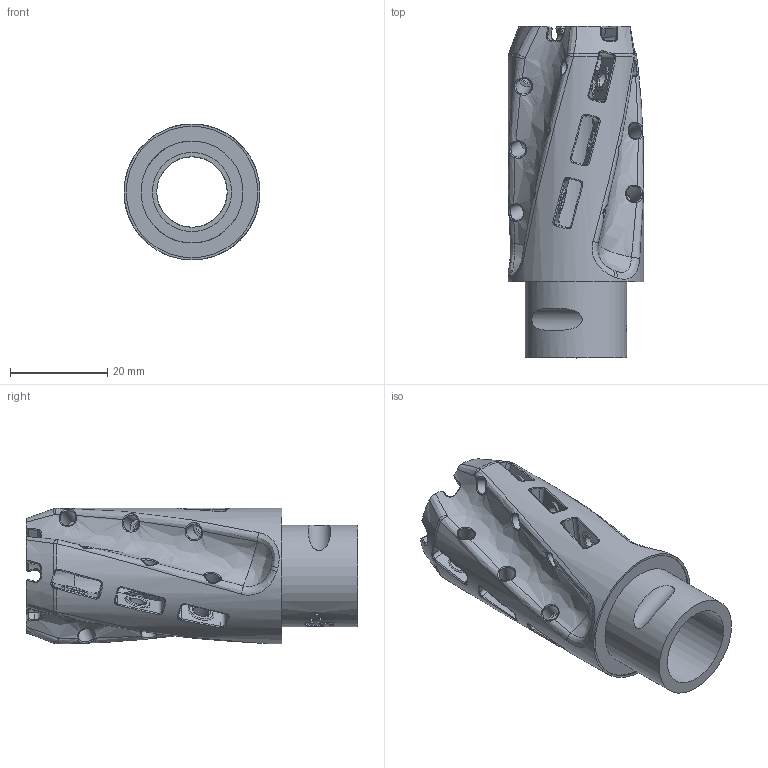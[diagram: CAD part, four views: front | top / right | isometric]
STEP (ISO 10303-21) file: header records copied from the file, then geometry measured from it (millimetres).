
FILE_DESCRIPTION(/* description */ (''),/* implementation_level */ '2;1');
FILE_NAME(/* name */ 'Bearing Scar 45cm 15°.stp',/* time_stamp */ '2022-01-25T05:19:48-06:00',/* author */ (''),/* organization */ (''),/* preprocessor_version */ 'ST-DEVELOPER v18.1',/* originating_system */ 'SIEMENS PLM Software NX 1961',/* authorisation */ '');
FILE_SCHEMA (('AUTOMOTIVE_DESIGN { 1 0 10303 214 3 1 1 1 }'));
Length unit declared in the file: millimetre
Products named in the file (1): mkeh517000A39i21
Bounding box: 28 x 68.38 x 28 mm (x, y, z)
Volume: 16228.2 mm3; surface area: 11531.9 mm2
Topology: 1 solids, 1 shells, 574 faces, 1436 edges, 869 vertices
Faces by surface type: bspline 308, plane 123, cylinder 82, torus 33, cone 28
Full cylindrical faces by diameter (mm): 3.3 x18, 14.5 x1, 16.3 x1, 21 x1, 27.1 x1, 28 x1
Entity records: 26921 total; most frequent: CARTESIAN_POINT 15627, ORIENTED_EDGE 2672, DIRECTION 1831, EDGE_CURVE 1336, AXIS2_PLACEMENT_3D 839, VERTEX_POINT 833, EDGE_LOOP 697, B_SPLINE_CURVE_WITH_KNOTS 610
